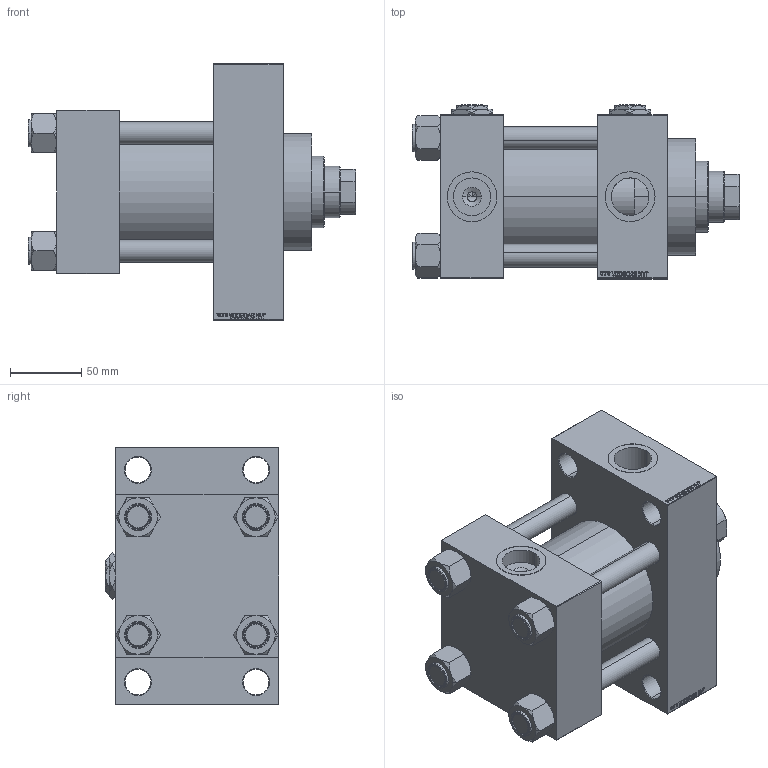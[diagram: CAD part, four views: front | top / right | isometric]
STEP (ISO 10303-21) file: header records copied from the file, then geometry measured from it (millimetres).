
FILE_DESCRIPTION (( 'STEP AP203' ), '1' );
FILE_NAME ('54a6.STEP', '2025-04-15T13:13:58', ( '' ), ( '' ), 'SwSTEP 2.0', 'SolidWorks 2019', '' );
FILE_SCHEMA (( 'CONFIG_CONTROL_DESIGN' ));
Length unit declared in the file: millimetre
Products named in the file (7): 54a6; V215_VC_A 78406e399f3ab23060fd3b6aba7830fb; V215CR_D_TYCINKA 78406e399f3ab23060fd3b6aba7830fb; NUT_M5_D 78406e399f3ab23060fd3b6aba7830fb; V215CR_D_Body 78406e399f3ab23060fd3b6aba7830fb; Zatka_pro_OIL_PORT 78406e399f3ab23060fd3b6aba7830fb; V215CR_VCP_D 78406e399f3ab23060fd3b6aba7830fb
Assembly tree (13 placements, depth 2):
  54a6
    V215CR_D_Body 78406e399f3ab23060fd3b6aba7830fb
    V215CR_VCP_D 78406e399f3ab23060fd3b6aba7830fb
    NUT_M5_D 78406e399f3ab23060fd3b6aba7830fb  x4
    V215CR_D_TYCINKA 78406e399f3ab23060fd3b6aba7830fb  x4
    V215_VC_A 78406e399f3ab23060fd3b6aba7830fb
    Zatka_pro_OIL_PORT 78406e399f3ab23060fd3b6aba7830fb  x2
Bounding box: 230 x 122 x 180 mm (x, y, z)
Volume: 1965537.3 mm3; surface area: 303304.9 mm2
Topology: 13 solids, 13 shells, 1252 faces, 3138 edges, 2028 vertices
Faces by surface type: plane 593, bspline 368, cone 184, cylinder 99, torus 8
Entity records: 49806 total; most frequent: CARTESIAN_POINT 25878, ORIENTED_EDGE 5348, DIRECTION 3528, EDGE_CURVE 2674, VERTEX_POINT 1748, LINE 1570, VECTOR 1570, EDGE_LOOP 1192
